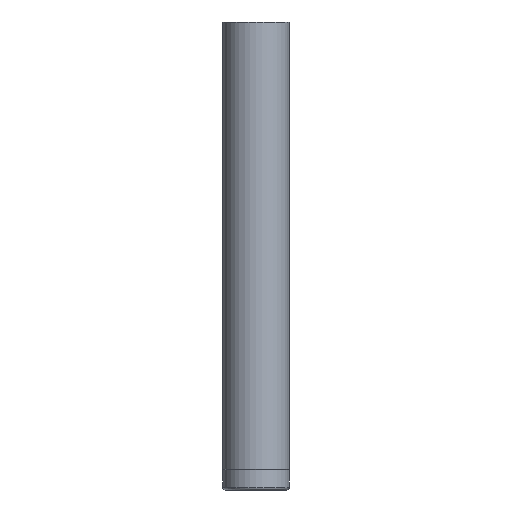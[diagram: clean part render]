
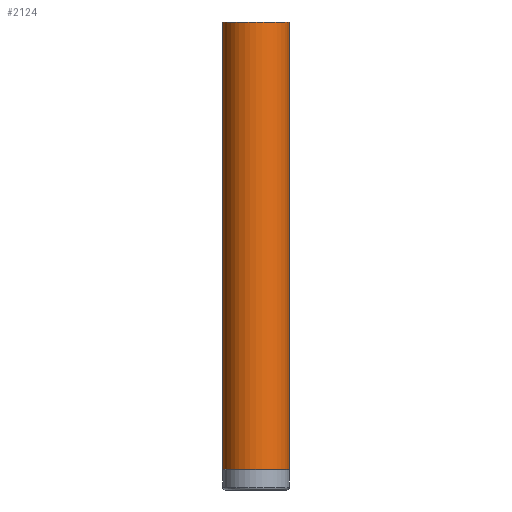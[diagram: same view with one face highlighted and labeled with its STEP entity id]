
A CAD part, front view. The second image highlights one B-rep face of the part: STEP entity #2124.
In plain terms, the highlighted cylindrical face has radius 11.5 mm (diameter 23 mm), a partial arc.
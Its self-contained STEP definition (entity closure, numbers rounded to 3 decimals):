
#44 = CYLINDRICAL_SURFACE ( 'NONE', #54, 11.5 ) ;
#53 = CARTESIAN_POINT ( 'NONE',  ( 0., 0., -73. ) ) ;
#54 = AXIS2_PLACEMENT_3D ( 'NONE', #53, #56, #55 ) ;
#55 = DIRECTION ( 'NONE',  ( -1., 0., 0. ) ) ;
#56 = DIRECTION ( 'NONE',  ( 0., 0., -1. ) ) ;
#57 = FACE_OUTER_BOUND ( 'NONE', #2127, .T. ) ;
#92 = DIRECTION ( 'NONE',  ( 0., 0., 1. ) ) ;
#93 = CARTESIAN_POINT ( 'NONE',  ( 0., 0., -73. ) ) ;
#94 = AXIS2_PLACEMENT_3D ( 'NONE', #93, #92, #115 ) ;
#95 = CIRCLE ( 'NONE', #94, 11.5 ) ;
#98 = CARTESIAN_POINT ( 'NONE',  ( 11.5, 0., -73. ) ) ;
#114 = CARTESIAN_POINT ( 'NONE',  ( -11.5, 0., -73. ) ) ;
#115 = DIRECTION ( 'NONE',  ( 1., 0., 0. ) ) ;
#181 = DIRECTION ( 'NONE',  ( 0., 0., -1. ) ) ;
#182 = VECTOR ( 'NONE', #181, 1000. ) ;
#183 = CARTESIAN_POINT ( 'NONE',  ( -11.5, 0., -73. ) ) ;
#184 = LINE ( 'NONE', #183, #182 ) ;
#237 = DIRECTION ( 'NONE',  ( 0., 0., -1. ) ) ;
#238 = VECTOR ( 'NONE', #237, 1000. ) ;
#239 = CARTESIAN_POINT ( 'NONE',  ( 11.5, 0., -73. ) ) ;
#240 = LINE ( 'NONE', #239, #238 ) ;
#1519 = EDGE_CURVE ( 'NONE', #1531, #1611, #5589, .T. ) ;
#1531 = VERTEX_POINT ( 'NONE', #5564 ) ;
#1611 = VERTEX_POINT ( 'NONE', #5434 ) ;
#2124 = ADVANCED_FACE ( 'NONE', ( #57 ), #44, .T. ) ;
#2127 = EDGE_LOOP ( 'NONE', ( #2425, #2426, #2242, #2323 ) ) ;
#2136 = VERTEX_POINT ( 'NONE', #98 ) ;
#2141 = EDGE_CURVE ( 'NONE', #2143, #2136, #95, .T. ) ;
#2143 = VERTEX_POINT ( 'NONE', #114 ) ;
#2242 = ORIENTED_EDGE ( 'NONE', *, *, #2243, .T. ) ;
#2243 = EDGE_CURVE ( 'NONE', #2143, #1611, #184, .T. ) ;
#2322 = EDGE_CURVE ( 'NONE', #2136, #1531, #240, .T. ) ;
#2323 = ORIENTED_EDGE ( 'NONE', *, *, #1519, .F. ) ;
#2425 = ORIENTED_EDGE ( 'NONE', *, *, #2322, .F. ) ;
#2426 = ORIENTED_EDGE ( 'NONE', *, *, #2141, .F. ) ;
#5434 = CARTESIAN_POINT ( 'NONE',  ( -11.5, 0., -227.8 ) ) ;
#5564 = CARTESIAN_POINT ( 'NONE',  ( 11.5, 0., -227.8 ) ) ;
#5585 = DIRECTION ( 'NONE',  ( -1., 0., 0. ) ) ;
#5586 = DIRECTION ( 'NONE',  ( 0., 0., -1. ) ) ;
#5587 = CARTESIAN_POINT ( 'NONE',  ( 0., 0., -227.8 ) ) ;
#5588 = AXIS2_PLACEMENT_3D ( 'NONE', #5587, #5586, #5585 ) ;
#5589 = CIRCLE ( 'NONE', #5588, 11.5 ) ;
